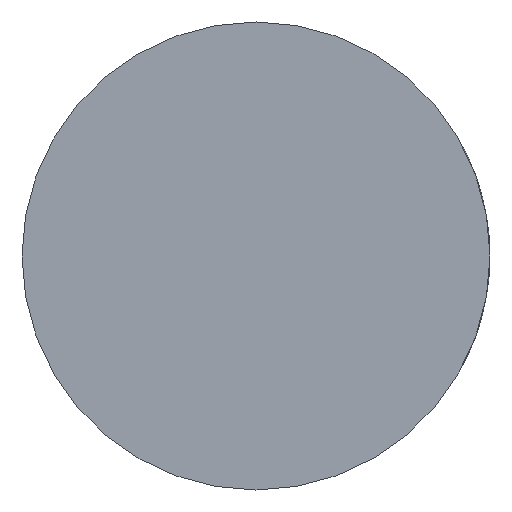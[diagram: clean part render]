
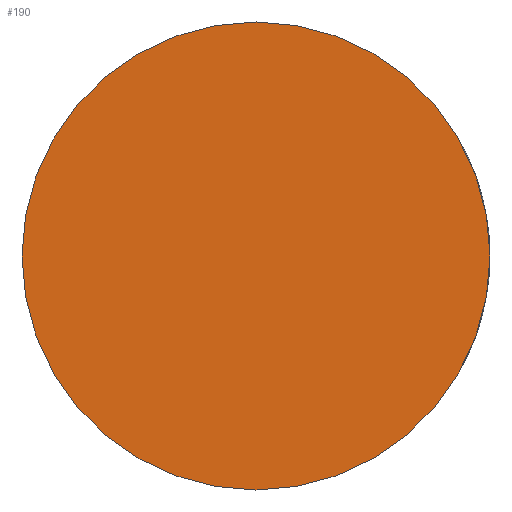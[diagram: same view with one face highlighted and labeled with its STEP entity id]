
A CAD part, left-side view. The second image highlights one B-rep face of the part: STEP entity #190.
In plain terms, the highlighted planar face has unit normal (-1, 0, 0).
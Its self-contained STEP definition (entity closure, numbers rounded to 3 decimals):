
#33=FACE_OUTER_BOUND('',#48,.T.);
#48=EDGE_LOOP('',(#170));
#85=CIRCLE('',#224,9.55);
#101=VERTEX_POINT('',#332);
#124=EDGE_CURVE('',#101,#101,#85,.T.);
#170=ORIENTED_EDGE('',*,*,#124,.T.);
#178=PLANE('',#225);
#190=ADVANCED_FACE('',(#33),#178,.T.);
#224=AXIS2_PLACEMENT_3D('',#334,#280,#281);
#225=AXIS2_PLACEMENT_3D('',#335,#282,#283);
#280=DIRECTION('center_axis',(-1.,0.,0.));
#281=DIRECTION('ref_axis',(0.,0.,-1.));
#282=DIRECTION('center_axis',(-1.,0.,0.));
#283=DIRECTION('ref_axis',(0.,0.,1.));
#332=CARTESIAN_POINT('',(0.,0.,9.55));
#334=CARTESIAN_POINT('Origin',(0.,0.,0.));
#335=CARTESIAN_POINT('Origin',(0.,0.,0.));
